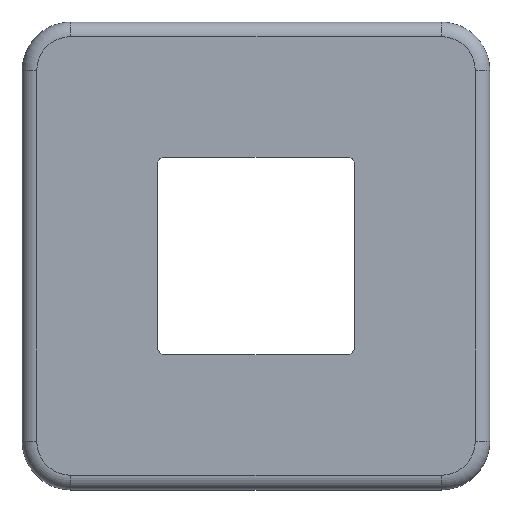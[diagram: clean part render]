
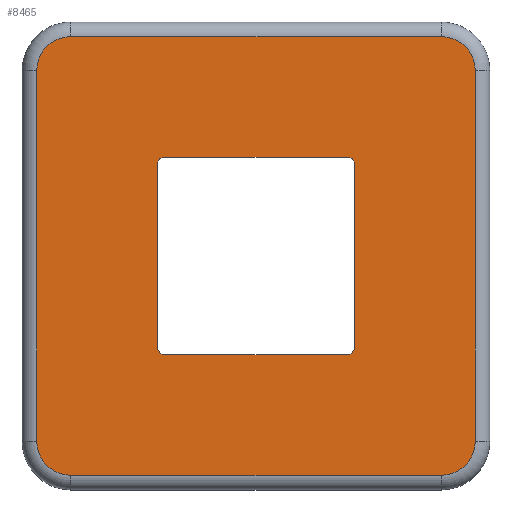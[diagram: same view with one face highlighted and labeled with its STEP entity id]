
A CAD part, top view. The second image highlights one B-rep face of the part: STEP entity #8465.
In plain terms, the highlighted planar face has unit normal (0, 0, 1).
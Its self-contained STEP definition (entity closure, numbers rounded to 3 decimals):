
#5 = EDGE_CURVE ( 'NONE', #7383, #10539, #7929, .T. ) ;
#59 = EDGE_LOOP ( 'NONE', ( #12303, #11609, #11722, #10521, #425, #2505, #12945, #6605 ) ) ;
#78 = VECTOR ( 'NONE', #12194, 1000. ) ;
#87 = DIRECTION ( 'NONE',  ( 1., 0., 0. ) ) ;
#108 = ORIENTED_EDGE ( 'NONE', *, *, #7097, .F. ) ;
#211 = VERTEX_POINT ( 'NONE', #5138 ) ;
#350 = DIRECTION ( 'NONE',  ( 1., 0., 0. ) ) ;
#394 = ORIENTED_EDGE ( 'NONE', *, *, #8945, .T. ) ;
#396 = ORIENTED_EDGE ( 'NONE', *, *, #2087, .T. ) ;
#425 = ORIENTED_EDGE ( 'NONE', *, *, #7964, .F. ) ;
#462 = AXIS2_PLACEMENT_3D ( 'NONE', #1748, #12086, #3884 ) ;
#701 = CARTESIAN_POINT ( 'NONE',  ( -48., 45., 20. ) ) ;
#714 = EDGE_LOOP ( 'NONE', ( #9099, #396, #2466, #3385, #108, #394, #2159, #4442 ) ) ;
#852 = DIRECTION ( 'NONE',  ( 1., 0., 0. ) ) ;
#930 = DIRECTION ( 'NONE',  ( 0., 0., -1. ) ) ;
#1131 = CARTESIAN_POINT ( 'NONE',  ( -45., 38., 20. ) ) ;
#1206 = VERTEX_POINT ( 'NONE', #1628 ) ;
#1628 = CARTESIAN_POINT ( 'NONE',  ( 20.25, 18.75, 20. ) ) ;
#1713 = VECTOR ( 'NONE', #1743, 1000. ) ;
#1743 = DIRECTION ( 'NONE',  ( -1., 0., 0. ) ) ;
#1748 = CARTESIAN_POINT ( 'NONE',  ( 38., -38., 20. ) ) ;
#1768 = VERTEX_POINT ( 'NONE', #5517 ) ;
#1860 = LINE ( 'NONE', #5700, #8870 ) ;
#2026 = EDGE_CURVE ( 'NONE', #11141, #10539, #6421, .T. ) ;
#2087 = EDGE_CURVE ( 'NONE', #211, #3913, #11496, .T. ) ;
#2159 = ORIENTED_EDGE ( 'NONE', *, *, #10806, .F. ) ;
#2459 = LINE ( 'NONE', #8755, #7373 ) ;
#2466 = ORIENTED_EDGE ( 'NONE', *, *, #10393, .F. ) ;
#2505 = ORIENTED_EDGE ( 'NONE', *, *, #5, .T. ) ;
#2593 = CARTESIAN_POINT ( 'NONE',  ( -38., -45., 20. ) ) ;
#2966 = VECTOR ( 'NONE', #3900, 1000. ) ;
#2984 = AXIS2_PLACEMENT_3D ( 'NONE', #3924, #8129, #6018 ) ;
#3118 = FACE_OUTER_BOUND ( 'NONE', #59, .T. ) ;
#3385 = ORIENTED_EDGE ( 'NONE', *, *, #4585, .T. ) ;
#3558 = CARTESIAN_POINT ( 'NONE',  ( -20.25, 20.25, 20. ) ) ;
#3566 = VERTEX_POINT ( 'NONE', #10930 ) ;
#3601 = FACE_BOUND ( 'NONE', #714, .T. ) ;
#3608 = DIRECTION ( 'NONE',  ( 0., 1., 0. ) ) ;
#3614 = CARTESIAN_POINT ( 'NONE',  ( -38., -38., 20. ) ) ;
#3884 = DIRECTION ( 'NONE',  ( 1., 0., 0. ) ) ;
#3900 = DIRECTION ( 'NONE',  ( 0., -1., 0. ) ) ;
#3913 = VERTEX_POINT ( 'NONE', #10570 ) ;
#3919 = CARTESIAN_POINT ( 'NONE',  ( -18.75, -18.75, 20. ) ) ;
#3924 = CARTESIAN_POINT ( 'NONE',  ( 18.75, -18.75, 20. ) ) ;
#4031 = VERTEX_POINT ( 'NONE', #10288 ) ;
#4322 = CARTESIAN_POINT ( 'NONE',  ( 38., 45., 20. ) ) ;
#4434 = VECTOR ( 'NONE', #11635, 1000. ) ;
#4442 = ORIENTED_EDGE ( 'NONE', *, *, #6381, .T. ) ;
#4585 = EDGE_CURVE ( 'NONE', #8363, #4031, #12762, .T. ) ;
#4864 = VERTEX_POINT ( 'NONE', #9648 ) ;
#5138 = CARTESIAN_POINT ( 'NONE',  ( 20.25, -18.75, 20. ) ) ;
#5198 = AXIS2_PLACEMENT_3D ( 'NONE', #7325, #12538, #87 ) ;
#5210 = CARTESIAN_POINT ( 'NONE',  ( 48., -45., 20. ) ) ;
#5247 = CARTESIAN_POINT ( 'NONE',  ( 0., 0., 20. ) ) ;
#5301 = CARTESIAN_POINT ( 'NONE',  ( -20.25, 20.25, 20. ) ) ;
#5302 = DIRECTION ( 'NONE',  ( 0., 0., 1. ) ) ;
#5488 = EDGE_CURVE ( 'NONE', #13152, #7564, #8059, .T. ) ;
#5491 = CARTESIAN_POINT ( 'NONE',  ( 18.75, 18.75, 20. ) ) ;
#5517 = CARTESIAN_POINT ( 'NONE',  ( -45., -38., 20. ) ) ;
#5700 = CARTESIAN_POINT ( 'NONE',  ( 20.25, 20.25, 20. ) ) ;
#5969 = CARTESIAN_POINT ( 'NONE',  ( 38., 38., 20. ) ) ;
#6018 = DIRECTION ( 'NONE',  ( 1., 0., 0. ) ) ;
#6258 = DIRECTION ( 'NONE',  ( 1., 0., 0. ) ) ;
#6381 = EDGE_CURVE ( 'NONE', #4864, #1206, #8220, .T. ) ;
#6421 = CIRCLE ( 'NONE', #462, 7. ) ;
#6605 = ORIENTED_EDGE ( 'NONE', *, *, #7319, .T. ) ;
#6635 = VERTEX_POINT ( 'NONE', #1131 ) ;
#6848 = AXIS2_PLACEMENT_3D ( 'NONE', #13287, #7008, #13327 ) ;
#6893 = VERTEX_POINT ( 'NONE', #12368 ) ;
#6934 = LINE ( 'NONE', #7108, #12790 ) ;
#7008 = DIRECTION ( 'NONE',  ( 0., 0., -1. ) ) ;
#7097 = EDGE_CURVE ( 'NONE', #13113, #4031, #9342, .T. ) ;
#7108 = CARTESIAN_POINT ( 'NONE',  ( -20.25, -20.25, 20. ) ) ;
#7319 = EDGE_CURVE ( 'NONE', #11141, #3566, #2459, .T. ) ;
#7325 = CARTESIAN_POINT ( 'NONE',  ( -38., 38., 20. ) ) ;
#7373 = VECTOR ( 'NONE', #9793, 1000. ) ;
#7383 = VERTEX_POINT ( 'NONE', #2593 ) ;
#7438 = EDGE_CURVE ( 'NONE', #13152, #3566, #10145, .T. ) ;
#7483 = PLANE ( 'NONE',  #7822 ) ;
#7503 = CARTESIAN_POINT ( 'NONE',  ( -20.25, 18.75, 20. ) ) ;
#7564 = VERTEX_POINT ( 'NONE', #8388 ) ;
#7777 = EDGE_CURVE ( 'NONE', #6635, #1768, #12412, .T. ) ;
#7821 = DIRECTION ( 'NONE',  ( 1., 0., 0. ) ) ;
#7822 = AXIS2_PLACEMENT_3D ( 'NONE', #5247, #5302, #8450 ) ;
#7929 = LINE ( 'NONE', #5210, #9254 ) ;
#7964 = EDGE_CURVE ( 'NONE', #7383, #1768, #12886, .T. ) ;
#8059 = LINE ( 'NONE', #701, #78 ) ;
#8120 = DIRECTION ( 'NONE',  ( 1., 0., 0. ) ) ;
#8129 = DIRECTION ( 'NONE',  ( 0., 0., -1. ) ) ;
#8220 = CIRCLE ( 'NONE', #8598, 1.5 ) ;
#8363 = VERTEX_POINT ( 'NONE', #12403 ) ;
#8388 = CARTESIAN_POINT ( 'NONE',  ( -38., 45., 20. ) ) ;
#8450 = DIRECTION ( 'NONE',  ( 1., 0., 0. ) ) ;
#8465 = ADVANCED_FACE ( 'NONE', ( #3601, #3118 ), #7483, .T. ) ;
#8589 = CARTESIAN_POINT ( 'NONE',  ( 38., -45., 20. ) ) ;
#8598 = AXIS2_PLACEMENT_3D ( 'NONE', #5491, #10810, #350 ) ;
#8755 = CARTESIAN_POINT ( 'NONE',  ( 45., 48., 20. ) ) ;
#8870 = VECTOR ( 'NONE', #3608, 1000. ) ;
#8944 = AXIS2_PLACEMENT_3D ( 'NONE', #3919, #930, #11317 ) ;
#8945 = EDGE_CURVE ( 'NONE', #13113, #6893, #10750, .T. ) ;
#9099 = ORIENTED_EDGE ( 'NONE', *, *, #10581, .F. ) ;
#9108 = EDGE_CURVE ( 'NONE', #6635, #7564, #12082, .T. ) ;
#9254 = VECTOR ( 'NONE', #6258, 1000. ) ;
#9342 = LINE ( 'NONE', #5301, #4434 ) ;
#9648 = CARTESIAN_POINT ( 'NONE',  ( 18.75, 20.25, 20. ) ) ;
#9793 = DIRECTION ( 'NONE',  ( 0., 1., 0. ) ) ;
#9867 = DIRECTION ( 'NONE',  ( 0., 0., -1. ) ) ;
#10145 = CIRCLE ( 'NONE', #13209, 7. ) ;
#10181 = AXIS2_PLACEMENT_3D ( 'NONE', #3614, #9867, #7821 ) ;
#10199 = CARTESIAN_POINT ( 'NONE',  ( -45., -48., 20. ) ) ;
#10288 = CARTESIAN_POINT ( 'NONE',  ( -20.25, -18.75, 20. ) ) ;
#10393 = EDGE_CURVE ( 'NONE', #8363, #3913, #6934, .T. ) ;
#10521 = ORIENTED_EDGE ( 'NONE', *, *, #7777, .T. ) ;
#10539 = VERTEX_POINT ( 'NONE', #8589 ) ;
#10570 = CARTESIAN_POINT ( 'NONE',  ( 18.75, -20.25, 20. ) ) ;
#10581 = EDGE_CURVE ( 'NONE', #211, #1206, #1860, .T. ) ;
#10750 = CIRCLE ( 'NONE', #6848, 1.5 ) ;
#10806 = EDGE_CURVE ( 'NONE', #4864, #6893, #13380, .T. ) ;
#10810 = DIRECTION ( 'NONE',  ( 0., 0., -1. ) ) ;
#10930 = CARTESIAN_POINT ( 'NONE',  ( 45., 38., 20. ) ) ;
#11141 = VERTEX_POINT ( 'NONE', #13051 ) ;
#11317 = DIRECTION ( 'NONE',  ( 1., 0., 0. ) ) ;
#11496 = CIRCLE ( 'NONE', #2984, 1.5 ) ;
#11609 = ORIENTED_EDGE ( 'NONE', *, *, #5488, .T. ) ;
#11635 = DIRECTION ( 'NONE',  ( 0., -1., 0. ) ) ;
#11722 = ORIENTED_EDGE ( 'NONE', *, *, #9108, .F. ) ;
#12082 = CIRCLE ( 'NONE', #5198, 7. ) ;
#12086 = DIRECTION ( 'NONE',  ( 0., 0., -1. ) ) ;
#12194 = DIRECTION ( 'NONE',  ( -1., 0., 0. ) ) ;
#12303 = ORIENTED_EDGE ( 'NONE', *, *, #7438, .F. ) ;
#12368 = CARTESIAN_POINT ( 'NONE',  ( -18.75, 20.25, 20. ) ) ;
#12403 = CARTESIAN_POINT ( 'NONE',  ( -18.75, -20.25, 20. ) ) ;
#12412 = LINE ( 'NONE', #10199, #2966 ) ;
#12538 = DIRECTION ( 'NONE',  ( 0., 0., -1. ) ) ;
#12762 = CIRCLE ( 'NONE', #8944, 1.5 ) ;
#12790 = VECTOR ( 'NONE', #852, 1000. ) ;
#12886 = CIRCLE ( 'NONE', #10181, 7. ) ;
#12945 = ORIENTED_EDGE ( 'NONE', *, *, #2026, .F. ) ;
#13051 = CARTESIAN_POINT ( 'NONE',  ( 45., -38., 20. ) ) ;
#13113 = VERTEX_POINT ( 'NONE', #7503 ) ;
#13152 = VERTEX_POINT ( 'NONE', #4322 ) ;
#13209 = AXIS2_PLACEMENT_3D ( 'NONE', #5969, #13305, #8120 ) ;
#13287 = CARTESIAN_POINT ( 'NONE',  ( -18.75, 18.75, 20. ) ) ;
#13305 = DIRECTION ( 'NONE',  ( 0., 0., -1. ) ) ;
#13327 = DIRECTION ( 'NONE',  ( 1., 0., 0. ) ) ;
#13380 = LINE ( 'NONE', #3558, #1713 ) ;
